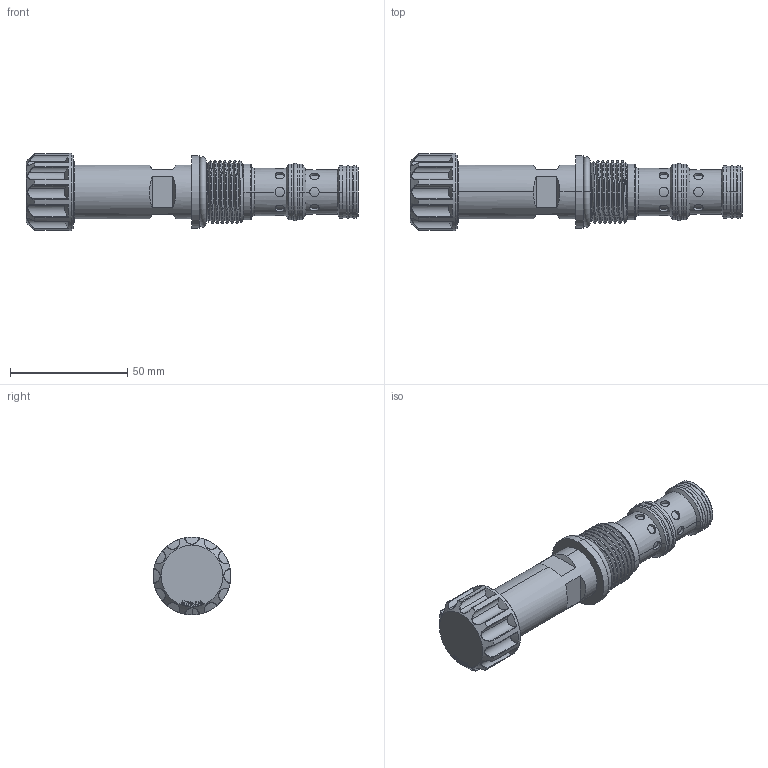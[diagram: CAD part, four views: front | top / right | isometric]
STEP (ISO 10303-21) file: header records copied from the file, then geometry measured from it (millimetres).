
FILE_DESCRIPTION (( 'STEP AP203' ), '1' );
FILE_NAME ('PEA12W3G-N.STEP', '2023-06-19T08:28:37', ( '' ), ( '' ), 'SwSTEP 2.0', 'SolidWorks 2018', '' );
FILE_SCHEMA (( 'CONFIG_CONTROL_DESIGN' ));
Length unit declared in the file: millimetre
Products named in the file (1): PEA12W3G-N
Bounding box: 141.42 x 33.1 x 33.1 mm (x, y, z)
Volume: 63300.3 mm3; surface area: 15981.3 mm2
Topology: 1 solids, 1 shells, 376 faces, 878 edges, 545 vertices
Faces by surface type: cylinder 170, plane 101, cone 37, torus 24, sphere 24, bspline 20
Entity records: 16726 total; most frequent: CARTESIAN_POINT 8406, ORIENTED_EDGE 1756, DIRECTION 1635, EDGE_CURVE 878, AXIS2_PLACEMENT_3D 619, VERTEX_POINT 545, EDGE_LOOP 417, LINE 397
